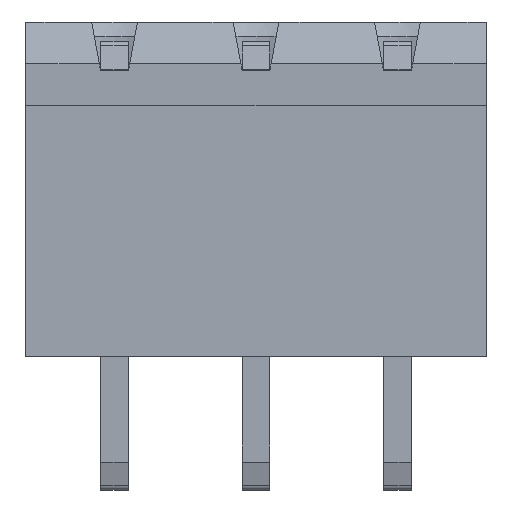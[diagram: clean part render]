
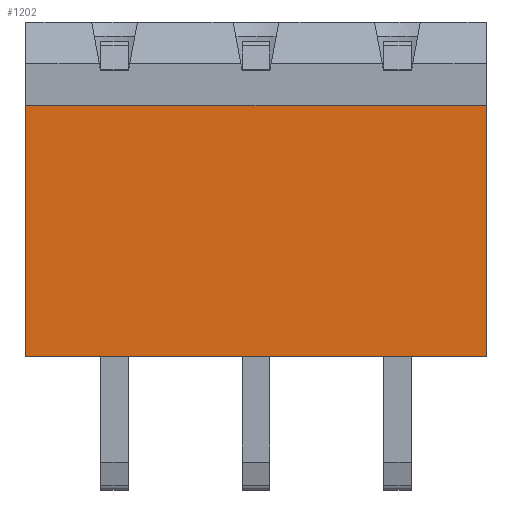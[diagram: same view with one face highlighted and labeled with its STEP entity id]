
A CAD part, top view. The second image highlights one B-rep face of the part: STEP entity #1202.
In plain terms, the highlighted planar face has unit normal (0, 0, 1).
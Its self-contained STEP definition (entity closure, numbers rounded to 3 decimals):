
#27 = PLANE ( 'NONE',  #2634 ) ;
#53 = CARTESIAN_POINT ( 'NONE',  ( 15.13, 9.01, 0. ) ) ;
#75 = VECTOR ( 'NONE', #1815, 1000. ) ;
#81 = DIRECTION ( 'NONE',  ( 0., 1., 0. ) ) ;
#83 = DIRECTION ( 'NONE',  ( 0., 0., -1. ) ) ;
#87 = VECTOR ( 'NONE', #1941, 1000. ) ;
#91 = LINE ( 'NONE', #1937, #87 ) ;
#106 = LINE ( 'NONE', #1840, #75 ) ;
#142 = VECTOR ( 'NONE', #1996, 1000. ) ;
#175 = LINE ( 'NONE', #2005, #142 ) ;
#981 = VECTOR ( 'NONE', #3247, 1000. ) ;
#1016 = LINE ( 'NONE', #3276, #981 ) ;
#1202 = ADVANCED_FACE ( 'NONE', ( #2154 ), #27, .F. ) ;
#1815 = DIRECTION ( 'NONE',  ( 0., -1., 0. ) ) ;
#1840 = CARTESIAN_POINT ( 'NONE',  ( 15.835, 9.01, 0. ) ) ;
#1937 = CARTESIAN_POINT ( 'NONE',  ( 15.13, 0., 0. ) ) ;
#1941 = DIRECTION ( 'NONE',  ( -1., 0., 0. ) ) ;
#1968 = CARTESIAN_POINT ( 'NONE',  ( -0.705, 9.01, 0. ) ) ;
#1996 = DIRECTION ( 'NONE',  ( 0., 1., 0. ) ) ;
#2005 = CARTESIAN_POINT ( 'NONE',  ( -0.705, 0., 0. ) ) ;
#2154 = FACE_OUTER_BOUND ( 'NONE', #4385, .T. ) ;
#2488 = ORIENTED_EDGE ( 'NONE', *, *, #2726, .T. ) ;
#2518 = ORIENTED_EDGE ( 'NONE', *, *, #3693, .F. ) ;
#2634 = AXIS2_PLACEMENT_3D ( 'NONE', #53, #83, #81 ) ;
#2641 = CARTESIAN_POINT ( 'NONE',  ( 15.835, 9.01, 0. ) ) ;
#2726 = EDGE_CURVE ( 'NONE', #4751, #4875, #1016, .T. ) ;
#3158 = ORIENTED_EDGE ( 'NONE', *, *, #3612, .F. ) ;
#3247 = DIRECTION ( 'NONE',  ( -1., 0., 0. ) ) ;
#3276 = CARTESIAN_POINT ( 'NONE',  ( 15.13, 9.01, 0. ) ) ;
#3612 = EDGE_CURVE ( 'NONE', #4579, #4875, #175, .T. ) ;
#3654 = EDGE_CURVE ( 'NONE', #4624, #4579, #91, .T. ) ;
#3686 = CARTESIAN_POINT ( 'NONE',  ( 15.835, 0., 0. ) ) ;
#3693 = EDGE_CURVE ( 'NONE', #4751, #4624, #106, .T. ) ;
#4052 = CARTESIAN_POINT ( 'NONE',  ( -0.705, 0., 0. ) ) ;
#4378 = ORIENTED_EDGE ( 'NONE', *, *, #3654, .F. ) ;
#4385 = EDGE_LOOP ( 'NONE', ( #2488, #3158, #4378, #2518 ) ) ;
#4579 = VERTEX_POINT ( 'NONE', #4052 ) ;
#4624 = VERTEX_POINT ( 'NONE', #3686 ) ;
#4751 = VERTEX_POINT ( 'NONE', #2641 ) ;
#4875 = VERTEX_POINT ( 'NONE', #1968 ) ;
